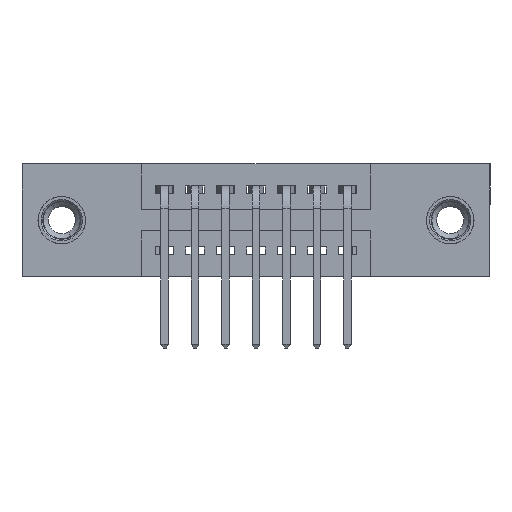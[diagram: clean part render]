
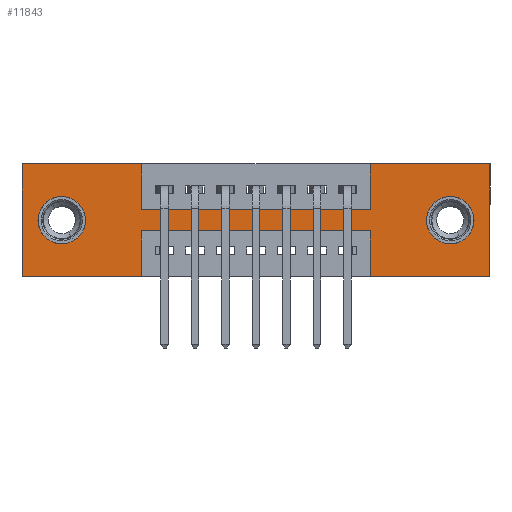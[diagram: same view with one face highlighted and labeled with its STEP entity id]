
A CAD part, front view. The second image highlights one B-rep face of the part: STEP entity #11843.
In plain terms, the highlighted planar face has unit normal (0, -1, 0).
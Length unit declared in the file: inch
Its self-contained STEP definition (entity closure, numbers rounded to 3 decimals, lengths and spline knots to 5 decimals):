
#29 = CARTESIAN_POINT ( 'NONE',  ( 0., 0., -0.37 ) ) ;
#58 = CARTESIAN_POINT ( 'NONE',  ( 0., 0., 0. ) ) ;
#139 = DIRECTION ( 'NONE',  ( 0., 0., 1. ) ) ;
#177 = CARTESIAN_POINT ( 'NONE',  ( 0.13, 0., -0.185 ) ) ;
#189 = DIRECTION ( 'NONE',  ( 0., 1., 0. ) ) ;
#357 = LINE ( 'NONE', #5579, #2586 ) ;
#435 = EDGE_CURVE ( 'NONE', #6335, #7928, #7207, .T. ) ;
#453 = CARTESIAN_POINT ( 'NONE',  ( 0.3925, 0., -0.37 ) ) ;
#495 = VERTEX_POINT ( 'NONE', #11631 ) ;
#697 = EDGE_CURVE ( 'NONE', #5212, #6932, #9568, .T. ) ;
#1282 = VERTEX_POINT ( 'NONE', #6275 ) ;
#1362 = CARTESIAN_POINT ( 'NONE',  ( 0., 0., 0. ) ) ;
#1565 = VECTOR ( 'NONE', #8037, 39.37008 ) ;
#1613 = CARTESIAN_POINT ( 'NONE',  ( 1.535, 0., 0. ) ) ;
#1665 = DIRECTION ( 'NONE',  ( 0., 0., 1. ) ) ;
#1873 = VECTOR ( 'NONE', #2881, 39.37008 ) ;
#1892 = VECTOR ( 'NONE', #3168, 39.37008 ) ;
#1923 = CIRCLE ( 'NONE', #5879, 0.078 ) ;
#2062 = EDGE_CURVE ( 'NONE', #1282, #6778, #2167, .T. ) ;
#2167 = LINE ( 'NONE', #9852, #1873 ) ;
#2297 = LINE ( 'NONE', #6607, #5241 ) ;
#2302 = LINE ( 'NONE', #8263, #7017 ) ;
#2337 = ORIENTED_EDGE ( 'NONE', *, *, #2535, .F. ) ;
#2397 = ORIENTED_EDGE ( 'NONE', *, *, #8551, .F. ) ;
#2415 = LINE ( 'NONE', #5419, #12136 ) ;
#2535 = EDGE_CURVE ( 'NONE', #6971, #495, #9107, .T. ) ;
#2586 = VECTOR ( 'NONE', #6512, 39.37008 ) ;
#2694 = ORIENTED_EDGE ( 'NONE', *, *, #9294, .F. ) ;
#2714 = EDGE_CURVE ( 'NONE', #3763, #6335, #2302, .T. ) ;
#2725 = CARTESIAN_POINT ( 'NONE',  ( 0.3925, 0., -0.15 ) ) ;
#2773 = EDGE_CURVE ( 'NONE', #3541, #8332, #8948, .T. ) ;
#2810 = CARTESIAN_POINT ( 'NONE',  ( 0., 0., -0.37 ) ) ;
#2881 = DIRECTION ( 'NONE',  ( -1., 0., 0. ) ) ;
#2954 = CARTESIAN_POINT ( 'NONE',  ( 0.13, 0., -0.107 ) ) ;
#2957 = EDGE_CURVE ( 'NONE', #8409, #10373, #4798, .T. ) ;
#3127 = CARTESIAN_POINT ( 'NONE',  ( 0., 0., -0.37 ) ) ;
#3168 = DIRECTION ( 'NONE',  ( 0., 0., -1. ) ) ;
#3488 = DIRECTION ( 'NONE',  ( 0., 0., 1. ) ) ;
#3541 = VERTEX_POINT ( 'NONE', #453 ) ;
#3612 = CARTESIAN_POINT ( 'NONE',  ( 0., 0., -0.37 ) ) ;
#3747 = DIRECTION ( 'NONE',  ( 0., -1., 0. ) ) ;
#3763 = VERTEX_POINT ( 'NONE', #6939 ) ;
#3820 = DIRECTION ( 'NONE',  ( 0., 1., 0. ) ) ;
#3895 = CARTESIAN_POINT ( 'NONE',  ( 1.405, 0., -0.185 ) ) ;
#3896 = EDGE_CURVE ( 'NONE', #6932, #5212, #11117, .T. ) ;
#4038 = EDGE_CURVE ( 'NONE', #7677, #3763, #2415, .T. ) ;
#4064 = VECTOR ( 'NONE', #7976, 39.37008 ) ;
#4233 = CARTESIAN_POINT ( 'NONE',  ( 0.3925, 0., -0.37 ) ) ;
#4259 = EDGE_CURVE ( 'NONE', #7928, #8038, #10091, .T. ) ;
#4283 = DIRECTION ( 'NONE',  ( 0., 0., 1. ) ) ;
#4458 = EDGE_LOOP ( 'NONE', ( #8666, #5747, #2397, #4651, #4894, #9079, #11447, #2694, #10403, #2337, #10421, #7636 ) ) ;
#4525 = VECTOR ( 'NONE', #4283, 39.37008 ) ;
#4651 = ORIENTED_EDGE ( 'NONE', *, *, #4259, .F. ) ;
#4697 = EDGE_LOOP ( 'NONE', ( #10740, #7665 ) ) ;
#4791 = FACE_BOUND ( 'NONE', #6267, .T. ) ;
#4798 = CIRCLE ( 'NONE', #6449, 0.078 ) ;
#4816 = LINE ( 'NONE', #5222, #4525 ) ;
#4858 = DIRECTION ( 'NONE',  ( 0., 0., -1. ) ) ;
#4894 = ORIENTED_EDGE ( 'NONE', *, *, #435, .F. ) ;
#5078 = ORIENTED_EDGE ( 'NONE', *, *, #6404, .T. ) ;
#5212 = VERTEX_POINT ( 'NONE', #2954 ) ;
#5222 = CARTESIAN_POINT ( 'NONE',  ( 0., 0., 0. ) ) ;
#5241 = VECTOR ( 'NONE', #7554, 39.37008 ) ;
#5246 = CARTESIAN_POINT ( 'NONE',  ( 0.13, 0., -0.185 ) ) ;
#5419 = CARTESIAN_POINT ( 'NONE',  ( 1.1425, 0., 0. ) ) ;
#5471 = CARTESIAN_POINT ( 'NONE',  ( 0.13, 0., -0.263 ) ) ;
#5560 = VECTOR ( 'NONE', #3488, 39.37008 ) ;
#5569 = CARTESIAN_POINT ( 'NONE',  ( 1.535, 0., 0. ) ) ;
#5579 = CARTESIAN_POINT ( 'NONE',  ( 0.3925, 0., 0. ) ) ;
#5747 = ORIENTED_EDGE ( 'NONE', *, *, #2062, .F. ) ;
#5879 = AXIS2_PLACEMENT_3D ( 'NONE', #9488, #3820, #10435 ) ;
#6194 = CARTESIAN_POINT ( 'NONE',  ( 1.535, 0., -0.37 ) ) ;
#6196 = DIRECTION ( 'NONE',  ( 0., 0., 1. ) ) ;
#6267 = EDGE_LOOP ( 'NONE', ( #11475, #5078 ) ) ;
#6275 = CARTESIAN_POINT ( 'NONE',  ( 1.1425, 0., -0.22 ) ) ;
#6335 = VERTEX_POINT ( 'NONE', #5569 ) ;
#6404 = EDGE_CURVE ( 'NONE', #10373, #8409, #1923, .T. ) ;
#6449 = AXIS2_PLACEMENT_3D ( 'NONE', #3895, #10509, #4858 ) ;
#6512 = DIRECTION ( 'NONE',  ( 0., 0., -1. ) ) ;
#6607 = CARTESIAN_POINT ( 'NONE',  ( 0.3925, 0., -0.15 ) ) ;
#6769 = CARTESIAN_POINT ( 'NONE',  ( 1.1425, 0., -0.15 ) ) ;
#6778 = VERTEX_POINT ( 'NONE', #10971 ) ;
#6932 = VERTEX_POINT ( 'NONE', #5471 ) ;
#6939 = CARTESIAN_POINT ( 'NONE',  ( 1.1425, 0., 0. ) ) ;
#6971 = VERTEX_POINT ( 'NONE', #58 ) ;
#6999 = FACE_BOUND ( 'NONE', #4697, .T. ) ;
#7017 = VECTOR ( 'NONE', #7299, 39.37008 ) ;
#7207 = LINE ( 'NONE', #1613, #1892 ) ;
#7299 = DIRECTION ( 'NONE',  ( 1., 0., 0. ) ) ;
#7475 = LINE ( 'NONE', #9162, #5560 ) ;
#7554 = DIRECTION ( 'NONE',  ( 1., 0., 0. ) ) ;
#7556 = VECTOR ( 'NONE', #10445, 39.37008 ) ;
#7636 = ORIENTED_EDGE ( 'NONE', *, *, #2773, .F. ) ;
#7665 = ORIENTED_EDGE ( 'NONE', *, *, #3896, .T. ) ;
#7677 = VERTEX_POINT ( 'NONE', #6769 ) ;
#7928 = VERTEX_POINT ( 'NONE', #6194 ) ;
#7976 = DIRECTION ( 'NONE',  ( 1., 0., 0. ) ) ;
#8037 = DIRECTION ( 'NONE',  ( 0., 0., -1. ) ) ;
#8038 = VERTEX_POINT ( 'NONE', #8349 ) ;
#8263 = CARTESIAN_POINT ( 'NONE',  ( 0., 0., 0. ) ) ;
#8332 = VERTEX_POINT ( 'NONE', #3127 ) ;
#8349 = CARTESIAN_POINT ( 'NONE',  ( 1.1425, 0., -0.37 ) ) ;
#8409 = VERTEX_POINT ( 'NONE', #11705 ) ;
#8470 = PLANE ( 'NONE',  #11675 ) ;
#8551 = EDGE_CURVE ( 'NONE', #8038, #1282, #7475, .T. ) ;
#8622 = AXIS2_PLACEMENT_3D ( 'NONE', #5246, #11855, #6196 ) ;
#8642 = VECTOR ( 'NONE', #12114, 39.37008 ) ;
#8666 = ORIENTED_EDGE ( 'NONE', *, *, #9110, .F. ) ;
#8948 = LINE ( 'NONE', #3612, #8642 ) ;
#9079 = ORIENTED_EDGE ( 'NONE', *, *, #2714, .F. ) ;
#9107 = LINE ( 'NONE', #1362, #4064 ) ;
#9110 = EDGE_CURVE ( 'NONE', #6778, #3541, #9392, .T. ) ;
#9162 = CARTESIAN_POINT ( 'NONE',  ( 1.1425, 0., -0.37 ) ) ;
#9294 = EDGE_CURVE ( 'NONE', #9838, #7677, #2297, .T. ) ;
#9392 = LINE ( 'NONE', #4233, #1565 ) ;
#9488 = CARTESIAN_POINT ( 'NONE',  ( 1.405, 0., -0.185 ) ) ;
#9568 = CIRCLE ( 'NONE', #9600, 0.078 ) ;
#9600 = AXIS2_PLACEMENT_3D ( 'NONE', #177, #189, #139 ) ;
#9838 = VERTEX_POINT ( 'NONE', #2725 ) ;
#9852 = CARTESIAN_POINT ( 'NONE',  ( 0.3925, 0., -0.22 ) ) ;
#10091 = LINE ( 'NONE', #29, #7556 ) ;
#10119 = FACE_OUTER_BOUND ( 'NONE', #4458, .T. ) ;
#10367 = DIRECTION ( 'NONE',  ( 0., 0., -1. ) ) ;
#10373 = VERTEX_POINT ( 'NONE', #11086 ) ;
#10403 = ORIENTED_EDGE ( 'NONE', *, *, #11806, .F. ) ;
#10421 = ORIENTED_EDGE ( 'NONE', *, *, #10943, .F. ) ;
#10435 = DIRECTION ( 'NONE',  ( 0., 0., -1. ) ) ;
#10445 = DIRECTION ( 'NONE',  ( -1., 0., 0. ) ) ;
#10509 = DIRECTION ( 'NONE',  ( 0., 1., 0. ) ) ;
#10740 = ORIENTED_EDGE ( 'NONE', *, *, #697, .T. ) ;
#10943 = EDGE_CURVE ( 'NONE', #8332, #6971, #4816, .T. ) ;
#10971 = CARTESIAN_POINT ( 'NONE',  ( 0.3925, 0., -0.22 ) ) ;
#11086 = CARTESIAN_POINT ( 'NONE',  ( 1.405, 0., -0.263 ) ) ;
#11117 = CIRCLE ( 'NONE', #8622, 0.078 ) ;
#11447 = ORIENTED_EDGE ( 'NONE', *, *, #4038, .F. ) ;
#11475 = ORIENTED_EDGE ( 'NONE', *, *, #2957, .T. ) ;
#11631 = CARTESIAN_POINT ( 'NONE',  ( 0.3925, 0., 0. ) ) ;
#11675 = AXIS2_PLACEMENT_3D ( 'NONE', #2810, #3747, #10367 ) ;
#11705 = CARTESIAN_POINT ( 'NONE',  ( 1.405, 0., -0.107 ) ) ;
#11806 = EDGE_CURVE ( 'NONE', #495, #9838, #357, .T. ) ;
#11843 = ADVANCED_FACE ( 'NONE', ( #4791, #6999, #10119 ), #8470, .T. ) ;
#11855 = DIRECTION ( 'NONE',  ( 0., 1., 0. ) ) ;
#12114 = DIRECTION ( 'NONE',  ( -1., 0., 0. ) ) ;
#12136 = VECTOR ( 'NONE', #1665, 39.37008 ) ;
